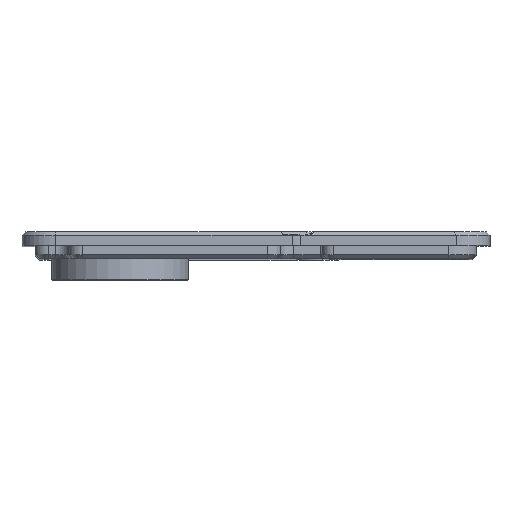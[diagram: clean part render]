
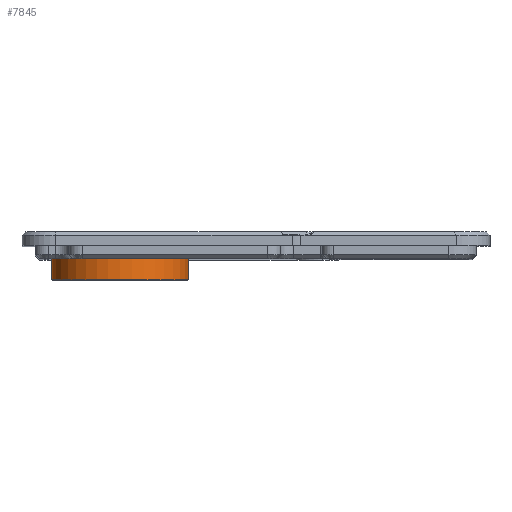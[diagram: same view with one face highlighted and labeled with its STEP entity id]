
A CAD part, top view. The second image highlights one B-rep face of the part: STEP entity #7845.
In plain terms, the highlighted cylindrical face has radius 10.25 mm (diameter 20.5 mm), a full revolution.
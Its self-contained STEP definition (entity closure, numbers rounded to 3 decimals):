
#76=CYLINDRICAL_SURFACE('',#8296,10.25);
#200=CIRCLE('',#8291,10.25);
#202=CIRCLE('',#8297,10.25);
#855=FACE_OUTER_BOUND('',#1316,.T.);
#1316=EDGE_LOOP('',(#7118,#7119,#7120,#7121));
#2343=LINE('',#13403,#3156);
#3156=VECTOR('',#9867,10.25);
#3930=VERTEX_POINT('',#13391);
#3932=VERTEX_POINT('',#13402);
#5021=EDGE_CURVE('',#3930,#3930,#200,.T.);
#5026=EDGE_CURVE('',#3930,#3932,#2343,.T.);
#5027=EDGE_CURVE('',#3932,#3932,#202,.T.);
#7118=ORIENTED_EDGE('',*,*,#5021,.F.);
#7119=ORIENTED_EDGE('',*,*,#5026,.T.);
#7120=ORIENTED_EDGE('',*,*,#5027,.F.);
#7121=ORIENTED_EDGE('',*,*,#5026,.F.);
#7845=ADVANCED_FACE('',(#855),#76,.T.);
#8291=AXIS2_PLACEMENT_3D('',#13392,#9852,#9853);
#8296=AXIS2_PLACEMENT_3D('',#13401,#9865,#9866);
#8297=AXIS2_PLACEMENT_3D('',#13404,#9868,#9869);
#9852=DIRECTION('center_axis',(0.,-1.,0.));
#9853=DIRECTION('ref_axis',(1.,0.,0.));
#9865=DIRECTION('center_axis',(0.,-1.,0.));
#9866=DIRECTION('ref_axis',(1.,0.,0.));
#9867=DIRECTION('',(0.,1.,0.));
#9868=DIRECTION('center_axis',(0.,1.,0.));
#9869=DIRECTION('ref_axis',(1.,0.,0.));
#13391=CARTESIAN_POINT('',(4.45,-5.,40.2));
#13392=CARTESIAN_POINT('Origin',(14.7,-5.,40.2));
#13401=CARTESIAN_POINT('Origin',(14.7,0.,40.2));
#13402=CARTESIAN_POINT('',(4.45,0.,40.2));
#13403=CARTESIAN_POINT('',(4.45,0.,40.2));
#13404=CARTESIAN_POINT('Origin',(14.7,0.,40.2));
